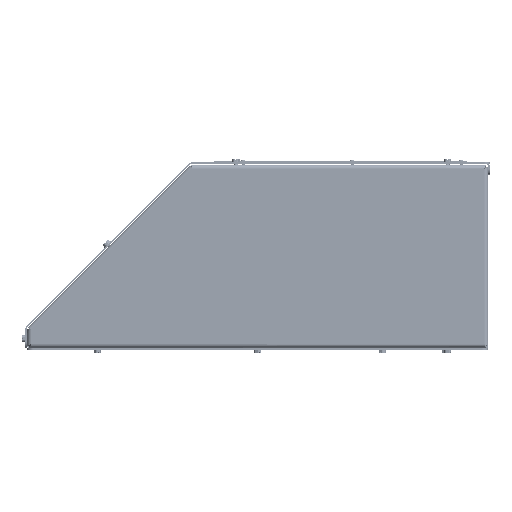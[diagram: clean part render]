
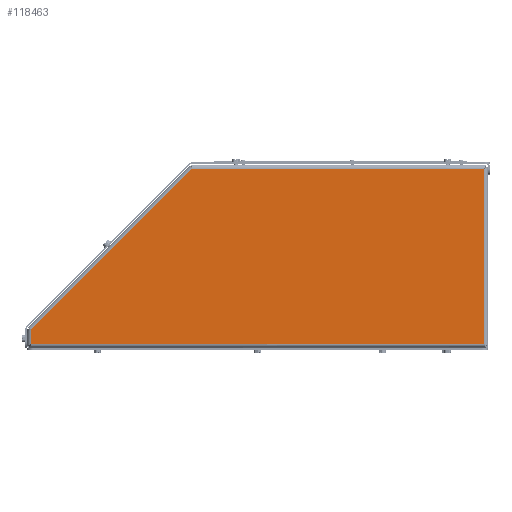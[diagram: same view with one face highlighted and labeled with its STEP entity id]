
A CAD part, left-side view. The second image highlights one B-rep face of the part: STEP entity #118463.
In plain terms, the highlighted planar face has unit normal (-1, 0, 0).
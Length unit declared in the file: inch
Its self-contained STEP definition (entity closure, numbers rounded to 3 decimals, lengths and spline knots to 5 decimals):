
#18656 = ORIENTED_EDGE ( 'NONE', *, *, #102096, .T. ) ;
#32742 = VERTEX_POINT ( 'NONE', #487967 ) ;
#34053 = DIRECTION ( 'NONE',  ( 0., 0., 1. ) ) ;
#34544 = ORIENTED_EDGE ( 'NONE', *, *, #394356, .T. ) ;
#46581 = ORIENTED_EDGE ( 'NONE', *, *, #449431, .T. ) ;
#70168 = FACE_OUTER_BOUND ( 'NONE', #169830, .T. ) ;
#74265 = CARTESIAN_POINT ( 'NONE',  ( -18.145, -3.0753, 5.3253 ) ) ;
#90218 = CARTESIAN_POINT ( 'NONE',  ( -18.145, 117.5336, -2.3253 ) ) ;
#102096 = EDGE_CURVE ( 'NONE', #32742, #449625, #553946, .T. ) ;
#107106 = AXIS2_PLACEMENT_3D ( 'NONE', #245302, #414949, #279350 ) ;
#118463 = ADVANCED_FACE ( 'NONE', ( #70168 ), #290394, .F. ) ;
#138190 = CARTESIAN_POINT ( 'NONE',  ( -18.145, 9.68324, 5.3253 ) ) ;
#166662 = CARTESIAN_POINT ( 'NONE',  ( -18.145, -3.0753, -103.153 ) ) ;
#169830 = EDGE_LOOP ( 'NONE', ( #423964, #341962, #18656, #46581, #34544 ) ) ;
#196865 = VECTOR ( 'NONE', #471847, 39.37008 ) ;
#199368 = CARTESIAN_POINT ( 'NONE',  ( -18.145, -103.903, 5.3253 ) ) ;
#216855 = VERTEX_POINT ( 'NONE', #380736 ) ;
#218623 = VERTEX_POINT ( 'NONE', #405113 ) ;
#220976 = LINE ( 'NONE', #481004, #483299 ) ;
#230650 = CARTESIAN_POINT ( 'NONE',  ( -18.145, -61.54035, 76.54889 ) ) ;
#237341 = VECTOR ( 'NONE', #34053, 39.37008 ) ;
#245302 = CARTESIAN_POINT ( 'NONE',  ( -18.145, 6.8153, 1.54512 ) ) ;
#275982 = VERTEX_POINT ( 'NONE', #138190 ) ;
#279350 = DIRECTION ( 'NONE',  ( 0., 0., -1. ) ) ;
#285968 = VECTOR ( 'NONE', #467718, 39.37008 ) ;
#290394 = PLANE ( 'NONE',  #107106 ) ;
#299367 = LINE ( 'NONE', #90218, #196865 ) ;
#337689 = LINE ( 'NONE', #199368, #285968 ) ;
#341962 = ORIENTED_EDGE ( 'NONE', *, *, #537920, .T. ) ;
#349480 = LINE ( 'NONE', #230650, #494987 ) ;
#380736 = CARTESIAN_POINT ( 'NONE',  ( -18.145, 16.7059, -1.69736 ) ) ;
#394356 = EDGE_CURVE ( 'NONE', #275982, #216855, #349480, .T. ) ;
#399004 = DIRECTION ( 'NONE',  ( 0., 0., -1. ) ) ;
#405113 = CARTESIAN_POINT ( 'NONE',  ( -18.145, 16.7059, -2.3253 ) ) ;
#414949 = DIRECTION ( 'NONE',  ( 1., 0., 0. ) ) ;
#423964 = ORIENTED_EDGE ( 'NONE', *, *, #427571, .T. ) ;
#427571 = EDGE_CURVE ( 'NONE', #216855, #218623, #220976, .T. ) ;
#449431 = EDGE_CURVE ( 'NONE', #449625, #275982, #337689, .T. ) ;
#449625 = VERTEX_POINT ( 'NONE', #74265 ) ;
#467718 = DIRECTION ( 'NONE',  ( 0., 1., 0. ) ) ;
#471847 = DIRECTION ( 'NONE',  ( 0., -1., 0. ) ) ;
#481004 = CARTESIAN_POINT ( 'NONE',  ( -18.145, 16.7059, 99.028 ) ) ;
#483299 = VECTOR ( 'NONE', #399004, 39.37008 ) ;
#487967 = CARTESIAN_POINT ( 'NONE',  ( -18.145, -3.0753, -2.3253 ) ) ;
#494987 = VECTOR ( 'NONE', #533059, 39.37008 ) ;
#533059 = DIRECTION ( 'NONE',  ( 0., 0.707, -0.707 ) ) ;
#537920 = EDGE_CURVE ( 'NONE', #218623, #32742, #299367, .T. ) ;
#553946 = LINE ( 'NONE', #166662, #237341 ) ;
